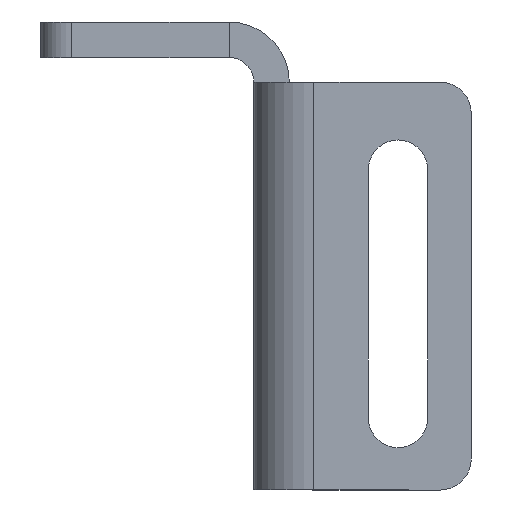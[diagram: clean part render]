
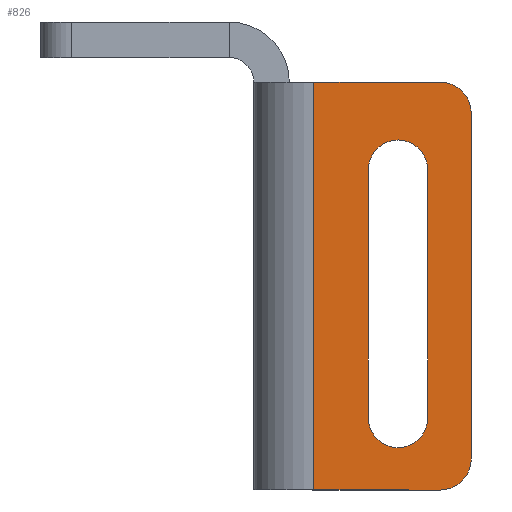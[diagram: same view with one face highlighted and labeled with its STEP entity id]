
A CAD part, left-side view. The second image highlights one B-rep face of the part: STEP entity #826.
In plain terms, the highlighted planar face has unit normal (-1, 0, 0).
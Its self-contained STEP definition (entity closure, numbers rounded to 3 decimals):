
#11 = DIRECTION ( 'NONE',  ( -1., 0., 0. ) ) ;
#19 = DIRECTION ( 'NONE',  ( 0., -1., 0. ) ) ;
#43 = EDGE_CURVE ( 'NONE', #1068, #2597, #1863, .T. ) ;
#91 = DIRECTION ( 'NONE',  ( -1., 0., 0. ) ) ;
#107 = VERTEX_POINT ( 'NONE', #2447 ) ;
#126 = DIRECTION ( 'NONE',  ( 0., 0., -1. ) ) ;
#253 = DIRECTION ( 'NONE',  ( 0., 0., 1. ) ) ;
#321 = CARTESIAN_POINT ( 'NONE',  ( -60., 20.286, 11.874 ) ) ;
#330 = DIRECTION ( 'NONE',  ( 0., 0., 1. ) ) ;
#336 = VECTOR ( 'NONE', #330, 1000. ) ;
#345 = EDGE_LOOP ( 'NONE', ( #1165, #2428, #1716, #2365 ) ) ;
#357 = ORIENTED_EDGE ( 'NONE', *, *, #43, .F. ) ;
#359 = DIRECTION ( 'NONE',  ( 1., 0., 0. ) ) ;
#368 = EDGE_CURVE ( 'NONE', #2436, #1068, #609, .T. ) ;
#370 = VERTEX_POINT ( 'NONE', #1659 ) ;
#376 = DIRECTION ( 'NONE',  ( 0., 1., 0. ) ) ;
#377 = VERTEX_POINT ( 'NONE', #1800 ) ;
#389 = ORIENTED_EDGE ( 'NONE', *, *, #1541, .T. ) ;
#411 = VECTOR ( 'NONE', #1680, 1000. ) ;
#443 = CARTESIAN_POINT ( 'NONE',  ( -60., 20.286, 0. ) ) ;
#609 = LINE ( 'NONE', #2612, #2464 ) ;
#686 = CARTESIAN_POINT ( 'NONE',  ( -60., 25., 14.5 ) ) ;
#705 = DIRECTION ( 'NONE',  ( -1., 0., 0. ) ) ;
#792 = VERTEX_POINT ( 'NONE', #321 ) ;
#807 = AXIS2_PLACEMENT_3D ( 'NONE', #2106, #11, #19 ) ;
#821 = EDGE_LOOP ( 'NONE', ( #1276, #389, #1745, #357, #2011, #1238 ) ) ;
#826 = ADVANCED_FACE ( 'NONE', ( #853, #2599 ), #2057, .F. ) ;
#853 = FACE_BOUND ( 'NONE', #345, .T. ) ;
#867 = DIRECTION ( 'NONE',  ( 0., 0., 1. ) ) ;
#895 = DIRECTION ( 'NONE',  ( 0., -1., 0. ) ) ;
#963 = DIRECTION ( 'NONE',  ( 0., 1., 0. ) ) ;
#976 = LINE ( 'NONE', #1071, #411 ) ;
#992 = AXIS2_PLACEMENT_3D ( 'NONE', #1333, #91, #1540 ) ;
#1014 = EDGE_CURVE ( 'NONE', #792, #1559, #2131, .T. ) ;
#1028 = VECTOR ( 'NONE', #867, 1000. ) ;
#1068 = VERTEX_POINT ( 'NONE', #1431 ) ;
#1071 = CARTESIAN_POINT ( 'NONE',  ( -60., 0., 36.127 ) ) ;
#1096 = CARTESIAN_POINT ( 'NONE',  ( -60., 30.413, 40. ) ) ;
#1159 = CARTESIAN_POINT ( 'NONE',  ( -60., 26.905, 30.5 ) ) ;
#1165 = ORIENTED_EDGE ( 'NONE', *, *, #1925, .F. ) ;
#1175 = CARTESIAN_POINT ( 'NONE',  ( -60., 22.286, 9.873 ) ) ;
#1202 = CARTESIAN_POINT ( 'NONE',  ( -60., 0., 0. ) ) ;
#1238 = ORIENTED_EDGE ( 'NONE', *, *, #2027, .T. ) ;
#1262 = EDGE_CURVE ( 'NONE', #370, #2597, #976, .T. ) ;
#1276 = ORIENTED_EDGE ( 'NONE', *, *, #1014, .T. ) ;
#1321 = AXIS2_PLACEMENT_3D ( 'NONE', #686, #2150, #895 ) ;
#1333 = CARTESIAN_POINT ( 'NONE',  ( -60., 22.286, 34.127 ) ) ;
#1431 = CARTESIAN_POINT ( 'NONE',  ( -60., 30.413, 9.874 ) ) ;
#1441 = CIRCLE ( 'NONE', #807, 1.905 ) ;
#1540 = DIRECTION ( 'NONE',  ( 0., 1., 0. ) ) ;
#1541 = EDGE_CURVE ( 'NONE', #1559, #370, #2339, .T. ) ;
#1559 = VERTEX_POINT ( 'NONE', #2595 ) ;
#1621 = EDGE_CURVE ( 'NONE', #377, #2210, #1639, .T. ) ;
#1639 = LINE ( 'NONE', #2418, #2700 ) ;
#1659 = CARTESIAN_POINT ( 'NONE',  ( -60., 22.286, 36.127 ) ) ;
#1680 = DIRECTION ( 'NONE',  ( 0., 1., 0. ) ) ;
#1701 = CIRCLE ( 'NONE', #2521, 2. ) ;
#1716 = ORIENTED_EDGE ( 'NONE', *, *, #1758, .F. ) ;
#1745 = ORIENTED_EDGE ( 'NONE', *, *, #1262, .T. ) ;
#1758 = EDGE_CURVE ( 'NONE', #377, #2170, #1441, .T. ) ;
#1800 = CARTESIAN_POINT ( 'NONE',  ( -60., 23.095, 30.5 ) ) ;
#1846 = CIRCLE ( 'NONE', #1321, 1.905 ) ;
#1863 = LINE ( 'NONE', #1096, #2349 ) ;
#1911 = CARTESIAN_POINT ( 'NONE',  ( -60., 23.095, 14.5 ) ) ;
#1925 = EDGE_CURVE ( 'NONE', #107, #2210, #1846, .T. ) ;
#1961 = CARTESIAN_POINT ( 'NONE',  ( -60., 22.286, 11.874 ) ) ;
#2011 = ORIENTED_EDGE ( 'NONE', *, *, #368, .F. ) ;
#2018 = LINE ( 'NONE', #1159, #336 ) ;
#2027 = EDGE_CURVE ( 'NONE', #2436, #792, #1701, .T. ) ;
#2035 = AXIS2_PLACEMENT_3D ( 'NONE', #1202, #359, #376 ) ;
#2057 = PLANE ( 'NONE',  #2035 ) ;
#2106 = CARTESIAN_POINT ( 'NONE',  ( -60., 25., 30.5 ) ) ;
#2107 = EDGE_CURVE ( 'NONE', #107, #2170, #2018, .T. ) ;
#2131 = LINE ( 'NONE', #443, #1028 ) ;
#2150 = DIRECTION ( 'NONE',  ( -1., 0., 0. ) ) ;
#2163 = DIRECTION ( 'NONE',  ( 0., 1., 0. ) ) ;
#2170 = VERTEX_POINT ( 'NONE', #2642 ) ;
#2210 = VERTEX_POINT ( 'NONE', #1911 ) ;
#2339 = CIRCLE ( 'NONE', #992, 2. ) ;
#2349 = VECTOR ( 'NONE', #253, 1000. ) ;
#2365 = ORIENTED_EDGE ( 'NONE', *, *, #1621, .T. ) ;
#2370 = CARTESIAN_POINT ( 'NONE',  ( -60., 30.413, 36.127 ) ) ;
#2418 = CARTESIAN_POINT ( 'NONE',  ( -60., 23.095, 30.5 ) ) ;
#2428 = ORIENTED_EDGE ( 'NONE', *, *, #2107, .T. ) ;
#2436 = VERTEX_POINT ( 'NONE', #1175 ) ;
#2447 = CARTESIAN_POINT ( 'NONE',  ( -60., 26.905, 14.5 ) ) ;
#2464 = VECTOR ( 'NONE', #963, 1000. ) ;
#2521 = AXIS2_PLACEMENT_3D ( 'NONE', #1961, #705, #2163 ) ;
#2595 = CARTESIAN_POINT ( 'NONE',  ( -60., 20.286, 34.127 ) ) ;
#2597 = VERTEX_POINT ( 'NONE', #2370 ) ;
#2599 = FACE_OUTER_BOUND ( 'NONE', #821, .T. ) ;
#2612 = CARTESIAN_POINT ( 'NONE',  ( -60., 20.286, 9.873 ) ) ;
#2642 = CARTESIAN_POINT ( 'NONE',  ( -60., 26.905, 30.5 ) ) ;
#2700 = VECTOR ( 'NONE', #126, 1000. ) ;
